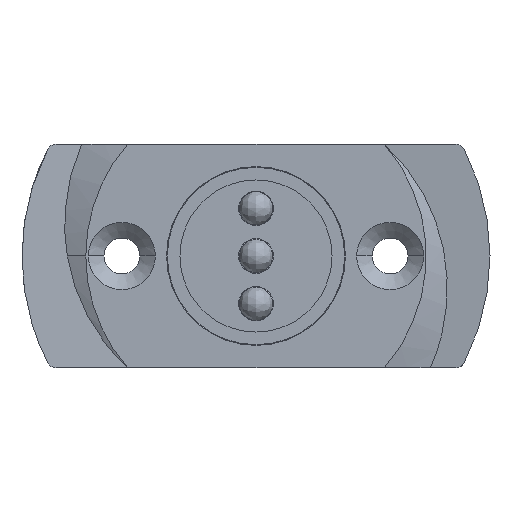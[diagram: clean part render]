
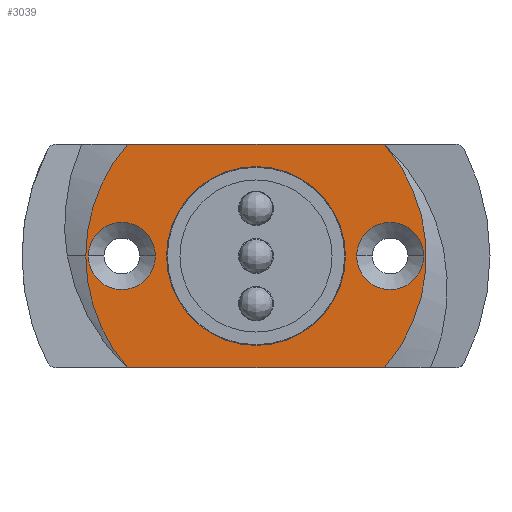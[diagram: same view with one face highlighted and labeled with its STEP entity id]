
A CAD part, front view. The second image highlights one B-rep face of the part: STEP entity #3039.
In plain terms, the highlighted face is planar.
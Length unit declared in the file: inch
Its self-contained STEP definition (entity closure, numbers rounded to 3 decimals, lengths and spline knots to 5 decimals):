
#75 = VERTEX_POINT ( 'NONE', #11527 ) ;
#158 = ORIENTED_EDGE ( 'NONE', *, *, #3080, .F. ) ;
#162 = AXIS2_PLACEMENT_3D ( 'NONE', #7524, #745, #8645 ) ;
#168 = FACE_BOUND ( 'NONE', #8410, .T. ) ;
#201 = CARTESIAN_POINT ( 'NONE',  ( 0., 0., -0.3 ) ) ;
#412 = EDGE_CURVE ( 'NONE', #2053, #9325, #14480, .T. ) ;
#500 = EDGE_CURVE ( 'NONE', #10505, #2917, #11867, .T. ) ;
#695 = DIRECTION ( 'NONE',  ( 0., 0., -1. ) ) ;
#745 = DIRECTION ( 'NONE',  ( -1., 0., 0. ) ) ;
#826 = CARTESIAN_POINT ( 'NONE',  ( 0., 0., 0.5625 ) ) ;
#1066 = DIRECTION ( 'NONE',  ( 1., 0., 0. ) ) ;
#1404 = LINE ( 'NONE', #4722, #12645 ) ;
#1496 = CARTESIAN_POINT ( 'NONE',  ( 0., 0., -0.3375 ) ) ;
#1641 = CARTESIAN_POINT ( 'NONE',  ( 0., 0., -0.45 ) ) ;
#2027 = VERTEX_POINT ( 'NONE', #1496 ) ;
#2053 = VERTEX_POINT ( 'NONE', #10508 ) ;
#2370 = PLANE ( 'NONE',  #13170 ) ;
#2584 = ORIENTED_EDGE ( 'NONE', *, *, #11377, .T. ) ;
#2630 = DIRECTION ( 'NONE',  ( -1., 0., 0. ) ) ;
#2716 = AXIS2_PLACEMENT_3D ( 'NONE', #5054, #12893, #6175 ) ;
#2794 = DIRECTION ( 'NONE',  ( 0., 0., -1. ) ) ;
#2847 = FACE_BOUND ( 'NONE', #14085, .T. ) ;
#2917 = VERTEX_POINT ( 'NONE', #10113 ) ;
#3028 = EDGE_CURVE ( 'NONE', #7315, #75, #5813, .T. ) ;
#3039 = ADVANCED_FACE ( 'NONE', ( #168, #2847, #11807, #14427 ), #2370, .T. ) ;
#3080 = EDGE_CURVE ( 'NONE', #14522, #75, #1404, .T. ) ;
#3153 = AXIS2_PLACEMENT_3D ( 'NONE', #5000, #12843, #6123 ) ;
#3295 = ORIENTED_EDGE ( 'NONE', *, *, #7022, .T. ) ;
#3353 = ORIENTED_EDGE ( 'NONE', *, *, #5096, .T. ) ;
#3888 = AXIS2_PLACEMENT_3D ( 'NONE', #1641, #9521, #2794 ) ;
#4066 = ORIENTED_EDGE ( 'NONE', *, *, #14439, .T. ) ;
#4627 = CARTESIAN_POINT ( 'NONE',  ( 0., 0., 0. ) ) ;
#4722 = CARTESIAN_POINT ( 'NONE',  ( 0., 0.375, -1.19242 ) ) ;
#4958 = DIRECTION ( 'NONE',  ( 1., 0., 0. ) ) ;
#4960 = ORIENTED_EDGE ( 'NONE', *, *, #10403, .T. ) ;
#5000 = CARTESIAN_POINT ( 'NONE',  ( 0., 0., 0.45 ) ) ;
#5054 = CARTESIAN_POINT ( 'NONE',  ( 0., 0., 0. ) ) ;
#5058 = ORIENTED_EDGE ( 'NONE', *, *, #10602, .T. ) ;
#5096 = EDGE_CURVE ( 'NONE', #11642, #2027, #6733, .T. ) ;
#5409 = CIRCLE ( 'NONE', #3888, 0.1125 ) ;
#5477 = CARTESIAN_POINT ( 'NONE',  ( 0., 0.375, 0.4306 ) ) ;
#5751 = DIRECTION ( 'NONE',  ( 0., 0., 1. ) ) ;
#5813 = CIRCLE ( 'NONE', #9425, 0.571 ) ;
#6123 = DIRECTION ( 'NONE',  ( 0., 0., -1. ) ) ;
#6175 = DIRECTION ( 'NONE',  ( 0., 0., -1. ) ) ;
#6178 = EDGE_LOOP ( 'NONE', ( #4066, #8274 ) ) ;
#6594 = AXIS2_PLACEMENT_3D ( 'NONE', #11689, #4958, #12801 ) ;
#6733 = CIRCLE ( 'NONE', #8484, 0.1125 ) ;
#6798 = AXIS2_PLACEMENT_3D ( 'NONE', #7830, #1066, #8955 ) ;
#6895 = DIRECTION ( 'NONE',  ( 0., 0., -1. ) ) ;
#7022 = EDGE_CURVE ( 'NONE', #2027, #11642, #5409, .T. ) ;
#7315 = VERTEX_POINT ( 'NONE', #14167 ) ;
#7471 = DIRECTION ( 'NONE',  ( -1., 0., 0. ) ) ;
#7524 = CARTESIAN_POINT ( 'NONE',  ( 0., 0., 0.45 ) ) ;
#7600 = CARTESIAN_POINT ( 'NONE',  ( 0., -0.375, 0.4306 ) ) ;
#7830 = CARTESIAN_POINT ( 'NONE',  ( 0., 0., 0. ) ) ;
#8274 = ORIENTED_EDGE ( 'NONE', *, *, #412, .T. ) ;
#8410 = EDGE_LOOP ( 'NONE', ( #2584, #10994 ) ) ;
#8484 = AXIS2_PLACEMENT_3D ( 'NONE', #9361, #2630, #10491 ) ;
#8575 = CARTESIAN_POINT ( 'NONE',  ( 0., -0.375, -1.19242 ) ) ;
#8645 = DIRECTION ( 'NONE',  ( 0., 0., -1. ) ) ;
#8797 = CARTESIAN_POINT ( 'NONE',  ( 0., 0., -0.5625 ) ) ;
#8955 = DIRECTION ( 'NONE',  ( 0., 0., 1. ) ) ;
#8990 = EDGE_CURVE ( 'NONE', #9516, #14079, #14247, .T. ) ;
#9325 = VERTEX_POINT ( 'NONE', #201 ) ;
#9361 = CARTESIAN_POINT ( 'NONE',  ( 0., 0., -0.45 ) ) ;
#9425 = AXIS2_PLACEMENT_3D ( 'NONE', #4627, #12472, #5751 ) ;
#9516 = VERTEX_POINT ( 'NONE', #10596 ) ;
#9521 = DIRECTION ( 'NONE',  ( -1., 0., 0. ) ) ;
#9808 = DIRECTION ( 'NONE',  ( 0., 0., -1. ) ) ;
#10113 = CARTESIAN_POINT ( 'NONE',  ( 0., 0., 0.3375 ) ) ;
#10188 = ORIENTED_EDGE ( 'NONE', *, *, #3028, .T. ) ;
#10237 = CARTESIAN_POINT ( 'NONE',  ( 0., 0., 0. ) ) ;
#10403 = EDGE_CURVE ( 'NONE', #14079, #7315, #13824, .T. ) ;
#10491 = DIRECTION ( 'NONE',  ( 0., 0., -1. ) ) ;
#10505 = VERTEX_POINT ( 'NONE', #826 ) ;
#10508 = CARTESIAN_POINT ( 'NONE',  ( 0., 0., 0.3 ) ) ;
#10596 = CARTESIAN_POINT ( 'NONE',  ( 0., 0., 0.571 ) ) ;
#10602 = EDGE_CURVE ( 'NONE', #14522, #9516, #11561, .T. ) ;
#10871 = VECTOR ( 'NONE', #9808, 39.37008 ) ;
#10994 = ORIENTED_EDGE ( 'NONE', *, *, #500, .T. ) ;
#11377 = EDGE_CURVE ( 'NONE', #2917, #10505, #12966, .T. ) ;
#11514 = ORIENTED_EDGE ( 'NONE', *, *, #8990, .T. ) ;
#11527 = CARTESIAN_POINT ( 'NONE',  ( 0., 0.375, -0.4306 ) ) ;
#11561 = CIRCLE ( 'NONE', #6798, 0.571 ) ;
#11642 = VERTEX_POINT ( 'NONE', #8797 ) ;
#11689 = CARTESIAN_POINT ( 'NONE',  ( 0., 0., 0. ) ) ;
#11807 = FACE_BOUND ( 'NONE', #6178, .T. ) ;
#11867 = CIRCLE ( 'NONE', #162, 0.1125 ) ;
#12464 = EDGE_LOOP ( 'NONE', ( #5058, #11514, #4960, #10188, #158 ) ) ;
#12472 = DIRECTION ( 'NONE',  ( 1., 0., 0. ) ) ;
#12565 = DIRECTION ( 'NONE',  ( 0., 0., -1. ) ) ;
#12645 = VECTOR ( 'NONE', #12565, 39.37008 ) ;
#12801 = DIRECTION ( 'NONE',  ( 0., 0., 1. ) ) ;
#12843 = DIRECTION ( 'NONE',  ( -1., 0., 0. ) ) ;
#12893 = DIRECTION ( 'NONE',  ( -1., 0., 0. ) ) ;
#12966 = CIRCLE ( 'NONE', #3153, 0.1125 ) ;
#13170 = AXIS2_PLACEMENT_3D ( 'NONE', #10237, #13598, #6895 ) ;
#13260 = AXIS2_PLACEMENT_3D ( 'NONE', #14159, #7471, #695 ) ;
#13598 = DIRECTION ( 'NONE',  ( 1., 0., 0. ) ) ;
#13824 = LINE ( 'NONE', #8575, #10871 ) ;
#14079 = VERTEX_POINT ( 'NONE', #7600 ) ;
#14085 = EDGE_LOOP ( 'NONE', ( #3353, #3295 ) ) ;
#14159 = CARTESIAN_POINT ( 'NONE',  ( 0., 0., 0. ) ) ;
#14167 = CARTESIAN_POINT ( 'NONE',  ( 0., -0.375, -0.4306 ) ) ;
#14247 = CIRCLE ( 'NONE', #6594, 0.571 ) ;
#14400 = CIRCLE ( 'NONE', #2716, 0.3 ) ;
#14427 = FACE_OUTER_BOUND ( 'NONE', #12464, .T. ) ;
#14439 = EDGE_CURVE ( 'NONE', #9325, #2053, #14400, .T. ) ;
#14480 = CIRCLE ( 'NONE', #13260, 0.3 ) ;
#14522 = VERTEX_POINT ( 'NONE', #5477 ) ;
